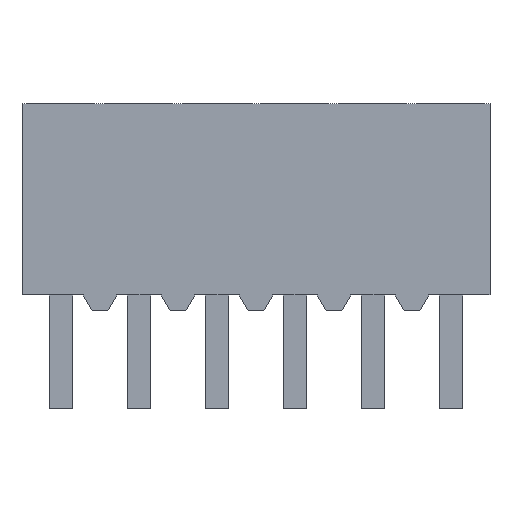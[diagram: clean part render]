
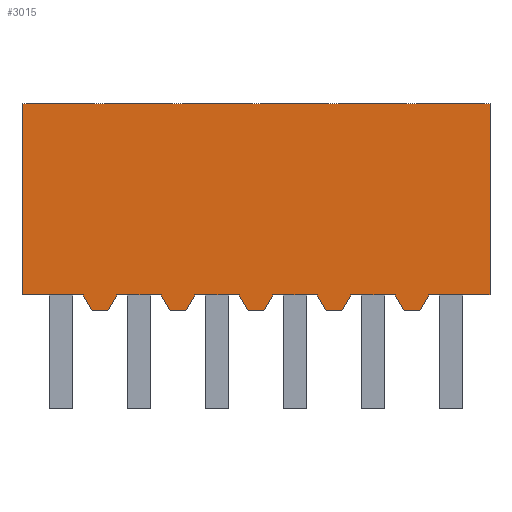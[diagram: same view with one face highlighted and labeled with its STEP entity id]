
A CAD part, front view. The second image highlights one B-rep face of the part: STEP entity #3015.
In plain terms, the highlighted planar face has unit normal (0, -1, 0).
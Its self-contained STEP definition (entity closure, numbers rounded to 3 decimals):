
#10=DIRECTION('',(1.,0.,0.));
#11=VECTOR('',#10,1.993);
#12=CARTESIAN_POINT('',(5.627,-2.515,0.));
#13=LINE('',#12,#11);
#106=DIRECTION('',(1.,0.,0.));
#107=VECTOR('',#106,1.993);
#108=CARTESIAN_POINT('',(-7.62,-2.515,0.));
#109=LINE('',#108,#107);
#122=DIRECTION('',(1.,0.,0.));
#123=VECTOR('',#122,1.445);
#124=CARTESIAN_POINT('',(-4.533,-2.515,0.));
#125=LINE('',#124,#123);
#138=DIRECTION('',(1.,0.,0.));
#139=VECTOR('',#138,1.445);
#140=CARTESIAN_POINT('',(-1.993,-2.515,0.));
#141=LINE('',#140,#139);
#154=DIRECTION('',(1.,0.,0.));
#155=VECTOR('',#154,1.445);
#156=CARTESIAN_POINT('',(0.547,-2.515,0.));
#157=LINE('',#156,#155);
#170=DIRECTION('',(1.,0.,0.));
#171=VECTOR('',#170,1.445);
#172=CARTESIAN_POINT('',(3.087,-2.515,0.));
#173=LINE('',#172,#171);
#382=DIRECTION('',(-0.5,0.,-0.866));
#383=VECTOR('',#382,0.587);
#384=CARTESIAN_POINT('',(5.627,-2.515,0.));
#385=LINE('',#384,#383);
#386=DIRECTION('',(-1.,0.,0.));
#387=VECTOR('',#386,0.508);
#388=CARTESIAN_POINT('',(5.334,-2.515,-0.508));
#389=LINE('',#388,#387);
#390=DIRECTION('',(-0.5,0.,0.866));
#391=VECTOR('',#390,0.587);
#392=CARTESIAN_POINT('',(4.826,-2.515,-0.508));
#393=LINE('',#392,#391);
#394=DIRECTION('',(-0.5,0.,-0.866));
#395=VECTOR('',#394,0.587);
#396=CARTESIAN_POINT('',(3.087,-2.515,0.));
#397=LINE('',#396,#395);
#398=DIRECTION('',(-1.,0.,0.));
#399=VECTOR('',#398,0.508);
#400=CARTESIAN_POINT('',(2.794,-2.515,-0.508));
#401=LINE('',#400,#399);
#402=DIRECTION('',(-0.5,0.,0.866));
#403=VECTOR('',#402,0.587);
#404=CARTESIAN_POINT('',(2.286,-2.515,-0.508));
#405=LINE('',#404,#403);
#406=DIRECTION('',(-0.5,0.,-0.866));
#407=VECTOR('',#406,0.587);
#408=CARTESIAN_POINT('',(0.547,-2.515,0.));
#409=LINE('',#408,#407);
#410=DIRECTION('',(-1.,0.,0.));
#411=VECTOR('',#410,0.508);
#412=CARTESIAN_POINT('',(0.254,-2.515,-0.508));
#413=LINE('',#412,#411);
#414=DIRECTION('',(-0.5,0.,0.866));
#415=VECTOR('',#414,0.587);
#416=CARTESIAN_POINT('',(-0.254,-2.515,-0.508));
#417=LINE('',#416,#415);
#418=DIRECTION('',(-0.5,0.,-0.866));
#419=VECTOR('',#418,0.587);
#420=CARTESIAN_POINT('',(-1.993,-2.515,0.));
#421=LINE('',#420,#419);
#422=DIRECTION('',(-1.,0.,0.));
#423=VECTOR('',#422,0.508);
#424=CARTESIAN_POINT('',(-2.286,-2.515,-0.508));
#425=LINE('',#424,#423);
#426=DIRECTION('',(-0.5,0.,0.866));
#427=VECTOR('',#426,0.587);
#428=CARTESIAN_POINT('',(-2.794,-2.515,-0.508));
#429=LINE('',#428,#427);
#430=DIRECTION('',(-0.5,0.,-0.866));
#431=VECTOR('',#430,0.587);
#432=CARTESIAN_POINT('',(-4.533,-2.515,0.));
#433=LINE('',#432,#431);
#434=DIRECTION('',(-1.,0.,0.));
#435=VECTOR('',#434,0.508);
#436=CARTESIAN_POINT('',(-4.826,-2.515,-0.508));
#437=LINE('',#436,#435);
#438=DIRECTION('',(-0.5,0.,0.866));
#439=VECTOR('',#438,0.587);
#440=CARTESIAN_POINT('',(-5.334,-2.515,-0.508));
#441=LINE('',#440,#439);
#442=DIRECTION('',(0.,0.,1.));
#443=VECTOR('',#442,6.223);
#444=CARTESIAN_POINT('',(-7.62,-2.515,0.));
#445=LINE('',#444,#443);
#622=DIRECTION('',(0.,0.,1.));
#623=VECTOR('',#622,6.223);
#624=CARTESIAN_POINT('',(7.62,-2.515,0.));
#625=LINE('',#624,#623);
#638=DIRECTION('',(1.,0.,0.));
#639=VECTOR('',#638,15.24);
#640=CARTESIAN_POINT('',(-7.62,-2.515,6.223));
#641=LINE('',#640,#639);
#2067=CARTESIAN_POINT('',(-7.62,-2.515,0.));
#2069=VERTEX_POINT('',#2067);
#2070=CARTESIAN_POINT('',(7.62,-2.515,0.));
#2072=VERTEX_POINT('',#2070);
#2075=CARTESIAN_POINT('',(-7.62,-2.515,6.223));
#2077=VERTEX_POINT('',#2075);
#2078=CARTESIAN_POINT('',(7.62,-2.515,6.223));
#2079=VERTEX_POINT('',#2078);
#2434=CARTESIAN_POINT('',(-4.826,-2.515,-0.508));
#2435=CARTESIAN_POINT('',(-5.334,-2.515,-0.508));
#2436=VERTEX_POINT('',#2434);
#2437=VERTEX_POINT('',#2435);
#2442=CARTESIAN_POINT('',(-4.533,-2.515,0.));
#2443=VERTEX_POINT('',#2442);
#2444=CARTESIAN_POINT('',(-5.627,-2.515,0.));
#2445=VERTEX_POINT('',#2444);
#2466=CARTESIAN_POINT('',(-2.286,-2.515,-0.508));
#2467=CARTESIAN_POINT('',(-2.794,-2.515,-0.508));
#2468=VERTEX_POINT('',#2466);
#2469=VERTEX_POINT('',#2467);
#2474=CARTESIAN_POINT('',(-1.993,-2.515,0.));
#2475=VERTEX_POINT('',#2474);
#2476=CARTESIAN_POINT('',(-3.087,-2.515,0.));
#2477=VERTEX_POINT('',#2476);
#2498=CARTESIAN_POINT('',(0.254,-2.515,-0.508));
#2499=CARTESIAN_POINT('',(-0.254,-2.515,-0.508));
#2500=VERTEX_POINT('',#2498);
#2501=VERTEX_POINT('',#2499);
#2506=CARTESIAN_POINT('',(0.547,-2.515,0.));
#2507=VERTEX_POINT('',#2506);
#2508=CARTESIAN_POINT('',(-0.547,-2.515,0.));
#2509=VERTEX_POINT('',#2508);
#2562=CARTESIAN_POINT('',(2.794,-2.515,-0.508));
#2563=CARTESIAN_POINT('',(2.286,-2.515,-0.508));
#2564=VERTEX_POINT('',#2562);
#2565=VERTEX_POINT('',#2563);
#2570=CARTESIAN_POINT('',(3.087,-2.515,0.));
#2571=VERTEX_POINT('',#2570);
#2572=CARTESIAN_POINT('',(1.993,-2.515,0.));
#2573=VERTEX_POINT('',#2572);
#2674=CARTESIAN_POINT('',(5.334,-2.515,-0.508));
#2675=CARTESIAN_POINT('',(4.826,-2.515,-0.508));
#2676=VERTEX_POINT('',#2674);
#2677=VERTEX_POINT('',#2675);
#2682=CARTESIAN_POINT('',(5.627,-2.515,0.));
#2683=VERTEX_POINT('',#2682);
#2684=CARTESIAN_POINT('',(4.533,-2.515,0.));
#2685=VERTEX_POINT('',#2684);
#2967=CARTESIAN_POINT('',(-7.62,-2.515,0.));
#2968=DIRECTION('',(0.,-1.,0.));
#2969=DIRECTION('',(1.,0.,0.));
#2970=AXIS2_PLACEMENT_3D('',#2967,#2968,#2969);
#2971=PLANE('',#2970);
#2972=ORIENTED_EDGE('',*,*,#2731,.F.);
#2973=ORIENTED_EDGE('',*,*,#2958,.T.);
#2975=ORIENTED_EDGE('',*,*,#2974,.T.);
#2977=ORIENTED_EDGE('',*,*,#2976,.T.);
#2978=ORIENTED_EDGE('',*,*,#2811,.F.);
#2980=ORIENTED_EDGE('',*,*,#2979,.T.);
#2982=ORIENTED_EDGE('',*,*,#2981,.T.);
#2984=ORIENTED_EDGE('',*,*,#2983,.T.);
#2985=ORIENTED_EDGE('',*,*,#2803,.F.);
#2987=ORIENTED_EDGE('',*,*,#2986,.T.);
#2989=ORIENTED_EDGE('',*,*,#2988,.T.);
#2991=ORIENTED_EDGE('',*,*,#2990,.T.);
#2992=ORIENTED_EDGE('',*,*,#2795,.F.);
#2994=ORIENTED_EDGE('',*,*,#2993,.T.);
#2996=ORIENTED_EDGE('',*,*,#2995,.T.);
#2998=ORIENTED_EDGE('',*,*,#2997,.T.);
#2999=ORIENTED_EDGE('',*,*,#2787,.F.);
#3001=ORIENTED_EDGE('',*,*,#3000,.T.);
#3003=ORIENTED_EDGE('',*,*,#3002,.T.);
#3005=ORIENTED_EDGE('',*,*,#3004,.T.);
#3006=ORIENTED_EDGE('',*,*,#2779,.F.);
#3008=ORIENTED_EDGE('',*,*,#3007,.T.);
#3010=ORIENTED_EDGE('',*,*,#3009,.T.);
#3012=ORIENTED_EDGE('',*,*,#3011,.F.);
#3013=EDGE_LOOP('',(#2972,#2973,#2975,#2977,#2978,#2980,#2982,#2984,#2985,#2987,
#2989,#2991,#2992,#2994,#2996,#2998,#2999,#3001,#3003,#3005,#3006,#3008,#3010,
#3012));
#3014=FACE_OUTER_BOUND('',#3013,.F.);
#3015=ADVANCED_FACE('',(#3014),#2971,.T.);
#2731=EDGE_CURVE('',#2683,#2072,#13,.T.);
#2779=EDGE_CURVE('',#2069,#2445,#109,.T.);
#2787=EDGE_CURVE('',#2443,#2477,#125,.T.);
#2795=EDGE_CURVE('',#2475,#2509,#141,.T.);
#2803=EDGE_CURVE('',#2507,#2573,#157,.T.);
#2811=EDGE_CURVE('',#2571,#2685,#173,.T.);
#2958=EDGE_CURVE('',#2683,#2676,#385,.T.);
#2974=EDGE_CURVE('',#2676,#2677,#389,.T.);
#2976=EDGE_CURVE('',#2677,#2685,#393,.T.);
#2979=EDGE_CURVE('',#2571,#2564,#397,.T.);
#2981=EDGE_CURVE('',#2564,#2565,#401,.T.);
#2983=EDGE_CURVE('',#2565,#2573,#405,.T.);
#2986=EDGE_CURVE('',#2507,#2500,#409,.T.);
#2988=EDGE_CURVE('',#2500,#2501,#413,.T.);
#2990=EDGE_CURVE('',#2501,#2509,#417,.T.);
#2993=EDGE_CURVE('',#2475,#2468,#421,.T.);
#2995=EDGE_CURVE('',#2468,#2469,#425,.T.);
#2997=EDGE_CURVE('',#2469,#2477,#429,.T.);
#3000=EDGE_CURVE('',#2443,#2436,#433,.T.);
#3002=EDGE_CURVE('',#2436,#2437,#437,.T.);
#3004=EDGE_CURVE('',#2437,#2445,#441,.T.);
#3007=EDGE_CURVE('',#2069,#2077,#445,.T.);
#3009=EDGE_CURVE('',#2077,#2079,#641,.T.);
#3011=EDGE_CURVE('',#2072,#2079,#625,.T.);
